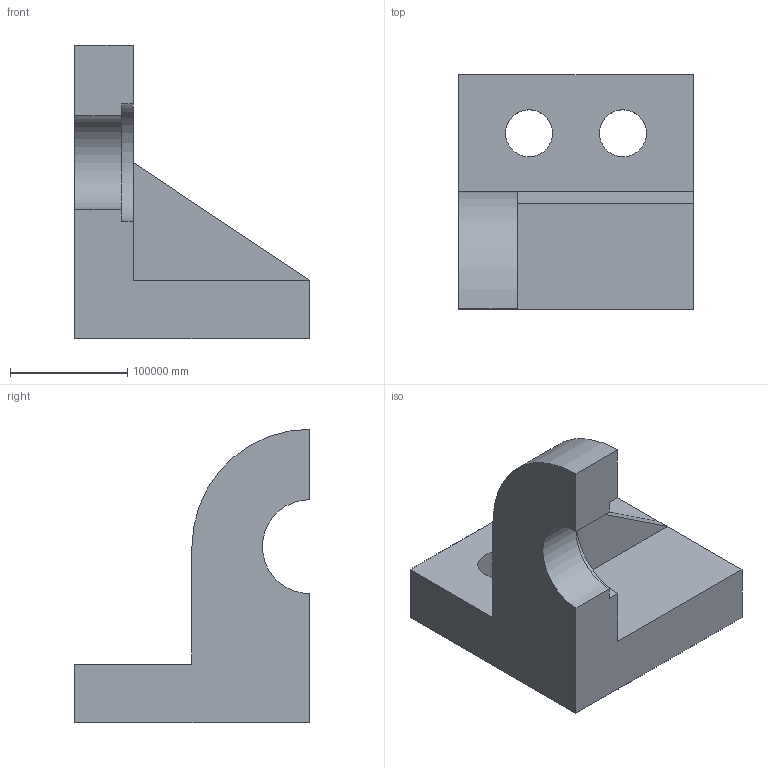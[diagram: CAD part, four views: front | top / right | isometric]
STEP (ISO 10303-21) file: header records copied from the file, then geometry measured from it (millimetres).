
FILE_DESCRIPTION(('Open CASCADE Model'),'2;1');
FILE_NAME('Open CASCADE Shape Model','2019-03-18T09:30:35',('Author'),( 'Open CASCADE'),'Open CASCADE STEP processor 7.1','Open CASCADE 7.1' ,'Unknown');
FILE_SCHEMA(('AUTOMOTIVE_DESIGN { 1 0 10303 214 1 1 1 1 }'));
Length unit declared in the file: metre
Products named in the file (1): Open CASCADE STEP translator 7.1 1
Bounding box: 200000 x 200000 x 250000 mm (x, y, z)
Volume: 2702234502470513 mm3; surface area: 192775339235.1 mm2
Topology: 1 solids, 1 shells, 18 faces, 45 edges, 29 vertices
Faces by surface type: plane 13, cylinder 5
Full cylindrical faces by diameter (mm): 40000 x2
Entity records: 1142 total; most frequent: CARTESIAN_POINT 197, DIRECTION 179, LINE 113, VECTOR 113, ORIENTED_EDGE 90, PCURVE 90, DEFINITIONAL_REPRESENTATION 90, EDGE_CURVE 45
